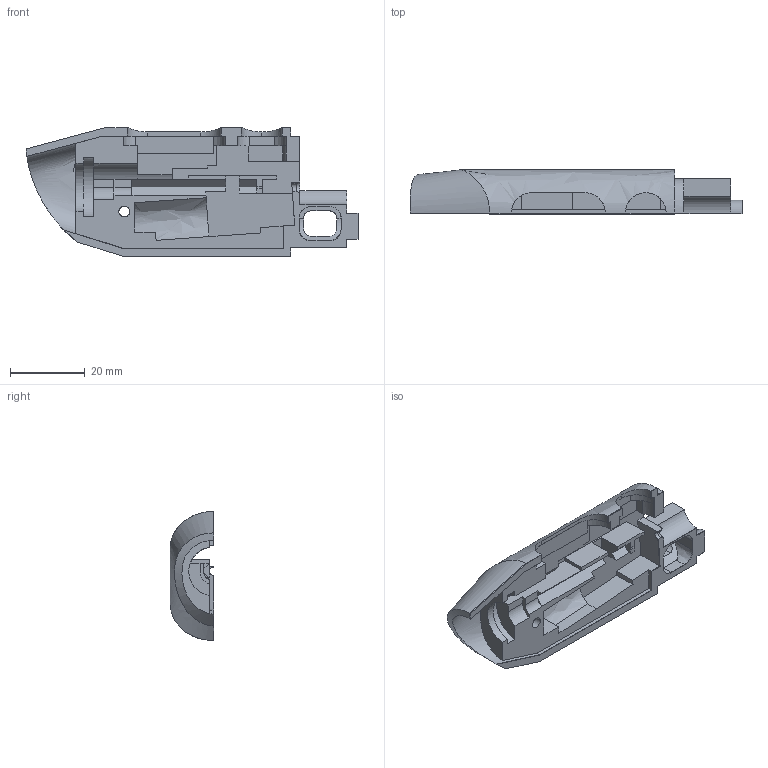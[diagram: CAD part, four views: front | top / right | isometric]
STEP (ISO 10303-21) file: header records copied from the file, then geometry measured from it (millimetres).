
FILE_DESCRIPTION(/* description */ (''),/* implementation_level */ '2;1');
FILE_NAME(/* name */ '3DDRAW~1',/* time_stamp */ '2019-10-18T18:06:58+02:00',/* author */ (''),/* organization */ (''),/* preprocessor_version */ 'ST-DEVELOPER v16.5',/* originating_system */ '',/* authorisation */ '');
FILE_SCHEMA (('AUTOMOTIVE_DESIGN'));
Length unit declared in the file: millimetre
Products named in the file (1): Document
Bounding box: 88.56 x 11.7 x 34.41 mm (x, y, z)
Volume: 13494.5 mm3; surface area: 8297.5 mm2
Topology: 1 solids, 1 shells, 181 faces, 477 edges, 297 vertices
Faces by surface type: plane 96, bspline 85
Entity records: 8208 total; most frequent: CARTESIAN_POINT 5209, ORIENTED_EDGE 954, EDGE_CURVE 477, B_SPLINE_CURVE_WITH_KNOTS 358, VERTEX_POINT 297, EDGE_LOOP 184, ADVANCED_FACE 181, FACE_OUTER_BOUND 181
